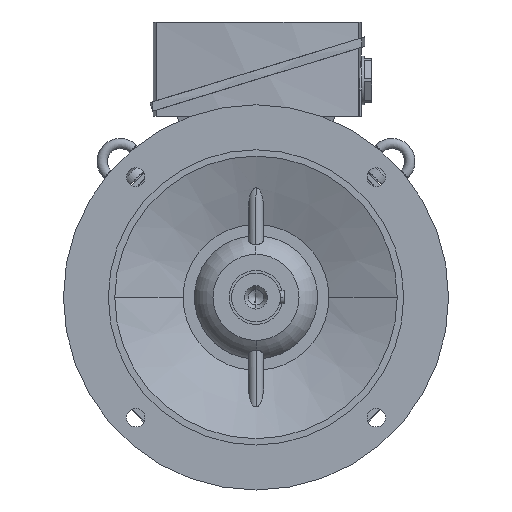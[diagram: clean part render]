
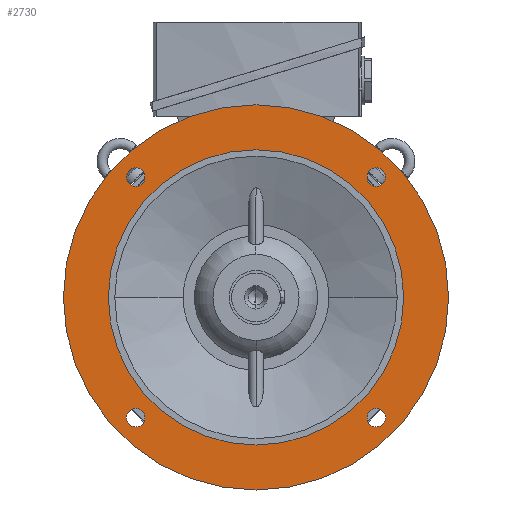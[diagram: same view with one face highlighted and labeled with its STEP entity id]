
A CAD part, left-side view. The second image highlights one B-rep face of the part: STEP entity #2730.
In plain terms, the highlighted planar face has unit normal (-1, 0, 0).
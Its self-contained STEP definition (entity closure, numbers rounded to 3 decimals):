
#2730=ADVANCED_FACE('',(#5506,#5507,#5508,#5509,#5510,#5511),#5512,.T.);
#5506=FACE_BOUND('',#8291,.T.);
#5507=FACE_BOUND('',#8292,.T.);
#5508=FACE_BOUND('',#8293,.T.);
#5509=FACE_BOUND('',#8294,.T.);
#5510=FACE_OUTER_BOUND('',#8295,.T.);
#5511=FACE_BOUND('',#8296,.T.);
#5512=PLANE('',#8297);
#8291=EDGE_LOOP('',(#16786,#16787));
#8292=EDGE_LOOP('',(#16788,#16789));
#8293=EDGE_LOOP('',(#16790,#16791));
#8294=EDGE_LOOP('',(#16792,#16793));
#8295=EDGE_LOOP('',(#16794,#16795));
#8296=EDGE_LOOP('',(#16796,#16797));
#8297=AXIS2_PLACEMENT_3D('',#16798,#16799,#16800);
#16786=ORIENTED_EDGE('',*,*,#20098,.T.);
#16787=ORIENTED_EDGE('',*,*,#17032,.T.);
#16788=ORIENTED_EDGE('',*,*,#20101,.T.);
#16789=ORIENTED_EDGE('',*,*,#17027,.T.);
#16790=ORIENTED_EDGE('',*,*,#20104,.T.);
#16791=ORIENTED_EDGE('',*,*,#17022,.T.);
#16792=ORIENTED_EDGE('',*,*,#20107,.T.);
#16793=ORIENTED_EDGE('',*,*,#17017,.T.);
#16794=ORIENTED_EDGE('',*,*,#16982,.F.);
#16795=ORIENTED_EDGE('',*,*,#20167,.F.);
#16796=ORIENTED_EDGE('',*,*,#16989,.T.);
#16797=ORIENTED_EDGE('',*,*,#20165,.T.);
#16798=CARTESIAN_POINT('',(-50.5,132.5,0.0));
#16799=DIRECTION('',(-1.0,0.0,0.0));
#16800=DIRECTION('',(0.0,-1.0,0.0));
#16982=EDGE_CURVE('',#20421,#20424,#20425,.T.);
#16989=EDGE_CURVE('',#20431,#20435,#20437,.T.);
#17017=EDGE_CURVE('',#20488,#20485,#20489,.T.);
#17022=EDGE_CURVE('',#20497,#20494,#20498,.T.);
#17027=EDGE_CURVE('',#20506,#20503,#20507,.T.);
#17032=EDGE_CURVE('',#20515,#20512,#20516,.T.);
#20098=EDGE_CURVE('',#20512,#20515,#25061,.T.);
#20101=EDGE_CURVE('',#20503,#20506,#25064,.T.);
#20104=EDGE_CURVE('',#20494,#20497,#25067,.T.);
#20107=EDGE_CURVE('',#20485,#20488,#25070,.T.);
#20165=EDGE_CURVE('',#20435,#20431,#25142,.T.);
#20167=EDGE_CURVE('',#20424,#20421,#25144,.T.);
#20421=VERTEX_POINT('',#25660);
#20424=VERTEX_POINT('',#25664);
#20425=CIRCLE('',#25665,150.0);
#20431=VERTEX_POINT('',#25672);
#20435=VERTEX_POINT('',#25677);
#20437=CIRCLE('',#25680,115.0);
#20485=VERTEX_POINT('',#25826);
#20488=VERTEX_POINT('',#25830);
#20489=CIRCLE('',#25831,7.25);
#20494=VERTEX_POINT('',#25837);
#20497=VERTEX_POINT('',#25841);
#20498=CIRCLE('',#25842,7.25);
#20503=VERTEX_POINT('',#25848);
#20506=VERTEX_POINT('',#25852);
#20507=CIRCLE('',#25853,7.25);
#20512=VERTEX_POINT('',#25859);
#20515=VERTEX_POINT('',#25863);
#20516=CIRCLE('',#25864,7.25);
#25061=CIRCLE('',#39523,7.25);
#25064=CIRCLE('',#39526,7.25);
#25067=CIRCLE('',#39529,7.25);
#25070=CIRCLE('',#39532,7.25);
#25142=CIRCLE('',#39678,115.0);
#25144=CIRCLE('',#39680,150.0);
#25660=CARTESIAN_POINT('',(-50.5,150.0,0.0));
#25664=CARTESIAN_POINT('',(-50.5,-150.0,0.));
#25665=AXIS2_PLACEMENT_3D('',#39828,#39829,#39830);
#25672=CARTESIAN_POINT('',(-50.5,115.0,0.0));
#25677=CARTESIAN_POINT('',(-50.5,-115.0,0.));
#25680=AXIS2_PLACEMENT_3D('',#39840,#39841,#39842);
#25826=CARTESIAN_POINT('',(-50.5,-98.818,98.818));
#25830=CARTESIAN_POINT('',(-50.5,-88.565,88.565));
#25831=AXIS2_PLACEMENT_3D('',#39891,#39892,#39893);
#25837=CARTESIAN_POINT('',(-50.5,98.818,98.818));
#25841=CARTESIAN_POINT('',(-50.5,88.565,88.565));
#25842=AXIS2_PLACEMENT_3D('',#39899,#39900,#39901);
#25848=CARTESIAN_POINT('',(-50.5,98.818,-98.818));
#25852=CARTESIAN_POINT('',(-50.5,88.565,-88.565));
#25853=AXIS2_PLACEMENT_3D('',#39907,#39908,#39909);
#25859=CARTESIAN_POINT('',(-50.5,-98.818,-98.818));
#25863=CARTESIAN_POINT('',(-50.5,-88.565,-88.565));
#25864=AXIS2_PLACEMENT_3D('',#39915,#39916,#39917);
#39523=AXIS2_PLACEMENT_3D('',#42643,#42644,#42645);
#39526=AXIS2_PLACEMENT_3D('',#42649,#42650,#42651);
#39529=AXIS2_PLACEMENT_3D('',#42655,#42656,#42657);
#39532=AXIS2_PLACEMENT_3D('',#42661,#42662,#42663);
#39678=AXIS2_PLACEMENT_3D('',#42708,#42709,#42710);
#39680=AXIS2_PLACEMENT_3D('',#42711,#42712,#42713);
#39828=CARTESIAN_POINT('',(-50.5,0.0,0.0));
#39829=DIRECTION('',(1.0,0.0,0.0));
#39830=DIRECTION('',(0.0,1.0,0.0));
#39840=CARTESIAN_POINT('',(-50.5,0.0,0.0));
#39841=DIRECTION('',(1.0,0.0,0.0));
#39842=DIRECTION('',(0.0,1.0,0.0));
#39891=CARTESIAN_POINT('',(-50.5,-93.692,93.692));
#39892=DIRECTION('',(1.0,0.0,-0.0));
#39893=DIRECTION('',(0.0,-0.707,0.707));
#39899=CARTESIAN_POINT('',(-50.5,93.692,93.692));
#39900=DIRECTION('',(1.0,0.0,-0.0));
#39901=DIRECTION('',(0.0,0.707,0.707));
#39907=CARTESIAN_POINT('',(-50.5,93.692,-93.692));
#39908=DIRECTION('',(1.0,-0.0,0.0));
#39909=DIRECTION('',(0.0,0.707,-0.707));
#39915=CARTESIAN_POINT('',(-50.5,-93.692,-93.692));
#39916=DIRECTION('',(1.0,0.0,0.0));
#39917=DIRECTION('',(0.0,-0.707,-0.707));
#42643=CARTESIAN_POINT('',(-50.5,-93.692,-93.692));
#42644=DIRECTION('',(1.0,0.0,0.0));
#42645=DIRECTION('',(0.0,-0.707,-0.707));
#42649=CARTESIAN_POINT('',(-50.5,93.692,-93.692));
#42650=DIRECTION('',(1.0,-0.0,0.0));
#42651=DIRECTION('',(0.0,0.707,-0.707));
#42655=CARTESIAN_POINT('',(-50.5,93.692,93.692));
#42656=DIRECTION('',(1.0,0.0,-0.0));
#42657=DIRECTION('',(0.0,0.707,0.707));
#42661=CARTESIAN_POINT('',(-50.5,-93.692,93.692));
#42662=DIRECTION('',(1.0,0.0,-0.0));
#42663=DIRECTION('',(0.0,-0.707,0.707));
#42708=CARTESIAN_POINT('',(-50.5,0.0,0.0));
#42709=DIRECTION('',(1.0,0.0,0.0));
#42710=DIRECTION('',(0.0,1.0,0.0));
#42711=CARTESIAN_POINT('',(-50.5,0.0,0.0));
#42712=DIRECTION('',(1.0,0.0,0.0));
#42713=DIRECTION('',(0.0,1.0,0.0));
